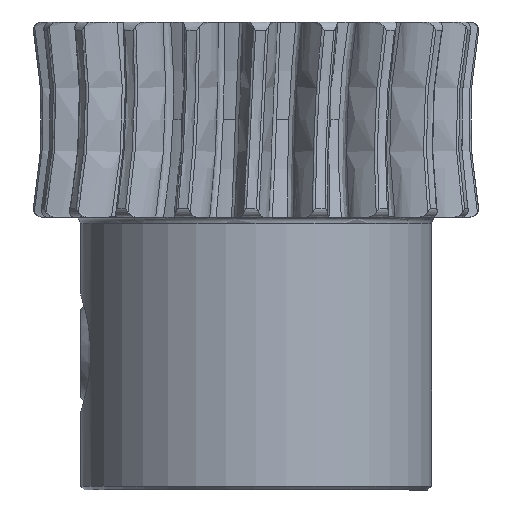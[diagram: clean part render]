
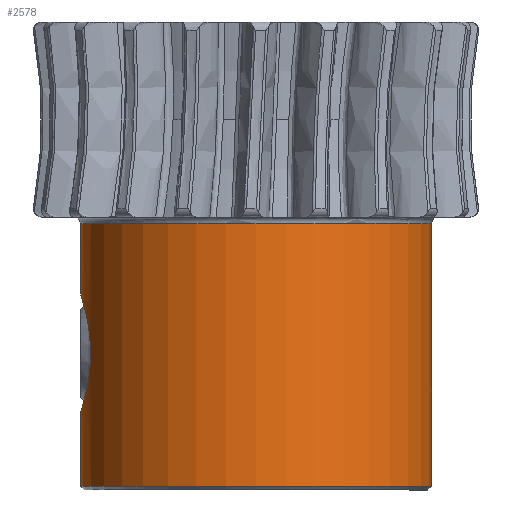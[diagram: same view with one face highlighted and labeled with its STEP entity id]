
A CAD part, front view. The second image highlights one B-rep face of the part: STEP entity #2578.
In plain terms, the highlighted cylindrical face has radius 4.5 mm (diameter 9 mm), a partial arc.
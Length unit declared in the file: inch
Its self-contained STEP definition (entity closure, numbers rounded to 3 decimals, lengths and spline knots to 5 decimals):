
#18 = EDGE_LOOP ( 'NONE', ( #17521, #12751, #1840, #15842, #14398, #238 ) ) ;
#73 = CARTESIAN_POINT ( 'NONE',  ( -0.17617, -0.01914, -0.18022 ) ) ;
#186 = CARTESIAN_POINT ( 'NONE',  ( -0.16953, -0.05156, -0.26605 ) ) ;
#238 = ORIENTED_EDGE ( 'NONE', *, *, #9949, .T. ) ;
#350 = AXIS2_PLACEMENT_3D ( 'NONE', #4462, #8628, #10022 ) ;
#904 = CARTESIAN_POINT ( 'NONE',  ( 0., 0., -0.08465 ) ) ;
#1441 = CARTESIAN_POINT ( 'NONE',  ( -0.17524, -0.02629, -0.28924 ) ) ;
#1550 = CARTESIAN_POINT ( 'NONE',  ( -0.16704, -0.05905, -0.22839 ) ) ;
#1610 = CARTESIAN_POINT ( 'NONE',  ( -0.17717, -0.00393, -0.17717 ) ) ;
#1673 = CARTESIAN_POINT ( 'NONE',  ( -0.17717, -0.00786, -0.29528 ) ) ;
#1795 = EDGE_CURVE ( 'NONE', #15323, #3925, #15915, .T. ) ;
#1840 = ORIENTED_EDGE ( 'NONE', *, *, #11405, .T. ) ;
#2426 = CARTESIAN_POINT ( 'NONE',  ( -0.17717, 0., -0.17717 ) ) ;
#2578 = ADVANCED_FACE ( 'NONE', ( #16977 ), #7955, .T. ) ;
#2709 = CARTESIAN_POINT ( 'NONE',  ( 0.17717, 0., -0.10531 ) ) ;
#3014 = CARTESIAN_POINT ( 'NONE',  ( -0.16953, -0.05155, -0.20641 ) ) ;
#3073 = CARTESIAN_POINT ( 'NONE',  ( -0.17085, -0.04721, -0.27252 ) ) ;
#3641 = VERTEX_POINT ( 'NONE', #5495 ) ;
#3705 = CARTESIAN_POINT ( 'NONE',  ( -0.17717, 0., -0.10531 ) ) ;
#3925 = VERTEX_POINT ( 'NONE', #3705 ) ;
#4227 = CARTESIAN_POINT ( 'NONE',  ( -0.16769, -0.05715, -0.25158 ) ) ;
#4413 = CIRCLE ( 'NONE', #11139, 0.17717 ) ;
#4460 = CARTESIAN_POINT ( 'NONE',  ( -0.17703, -0.00779, -0.17755 ) ) ;
#4462 = CARTESIAN_POINT ( 'NONE',  ( 0., 0., -0.10531 ) ) ;
#4564 = CARTESIAN_POINT ( 'NONE',  ( 0., 0., -0.37008 ) ) ;
#4577 = VERTEX_POINT ( 'NONE', #17284 ) ;
#5079 = EDGE_CURVE ( 'NONE', #4577, #7468, #10722, .T. ) ;
#5438 = EDGE_CURVE ( 'NONE', #7338, #4577, #16625, .T. ) ;
#5495 = CARTESIAN_POINT ( 'NONE',  ( 0.17717, 0., -0.37008 ) ) ;
#5711 = CARTESIAN_POINT ( 'NONE',  ( -0.17717, 0., -0.17717 ) ) ;
#5774 = CARTESIAN_POINT ( 'NONE',  ( -0.16703, -0.05906, -0.24004 ) ) ;
#5997 = DIRECTION ( 'NONE',  ( 0., 0., -1. ) ) ;
#6175 = CARTESIAN_POINT ( 'NONE',  ( -0.17717, 0., -0.08465 ) ) ;
#6926 = AXIS2_PLACEMENT_3D ( 'NONE', #904, #14697, #11824 ) ;
#7113 = CARTESIAN_POINT ( 'NONE',  ( -0.17468, -0.02974, -0.28738 ) ) ;
#7338 = VERTEX_POINT ( 'NONE', #2426 ) ;
#7468 = VERTEX_POINT ( 'NONE', #13659 ) ;
#7955 = CYLINDRICAL_SURFACE ( 'NONE', #6926, 0.17717 ) ;
#8164 = LINE ( 'NONE', #11488, #10333 ) ;
#8447 = CARTESIAN_POINT ( 'NONE',  ( -0.16808, -0.05603, -0.25527 ) ) ;
#8628 = DIRECTION ( 'NONE',  ( 0., 0., -1. ) ) ;
#8672 = DIRECTION ( 'NONE',  ( 0., 0., 1. ) ) ;
#9023 = DIRECTION ( 'NONE',  ( 0., 0., -1. ) ) ;
#9735 = CARTESIAN_POINT ( 'NONE',  ( -0.17348, -0.03636, -0.18906 ) ) ;
#9788 = CARTESIAN_POINT ( 'NONE',  ( -0.17283, -0.03906, -0.28068 ) ) ;
#9949 = EDGE_CURVE ( 'NONE', #7468, #3641, #4413, .T. ) ;
#9963 = CARTESIAN_POINT ( 'NONE',  ( -0.16762, -0.05746, -0.22059 ) ) ;
#10022 = DIRECTION ( 'NONE',  ( -1., 0., 0. ) ) ;
#10247 = VECTOR ( 'NONE', #5997, 39.37008 ) ;
#10333 = VECTOR ( 'NONE', #15580, 39.37008 ) ;
#10357 = CARTESIAN_POINT ( 'NONE',  ( -0.17717, 0., -0.08465 ) ) ;
#10722 = LINE ( 'NONE', #6175, #11568 ) ;
#11139 = AXIS2_PLACEMENT_3D ( 'NONE', #4564, #8672, #11445 ) ;
#11332 = CARTESIAN_POINT ( 'NONE',  ( -0.17717, 0., -0.29528 ) ) ;
#11405 = EDGE_CURVE ( 'NONE', #3925, #7338, #13867, .T. ) ;
#11445 = DIRECTION ( 'NONE',  ( -1., 0., 0. ) ) ;
#11488 = CARTESIAN_POINT ( 'NONE',  ( 0.17717, 0., -0.08465 ) ) ;
#11568 = VECTOR ( 'NONE', #9023, 39.37008 ) ;
#11824 = DIRECTION ( 'NONE',  ( -1., 0., 0. ) ) ;
#12535 = CARTESIAN_POINT ( 'NONE',  ( -0.17654, -0.01538, -0.17907 ) ) ;
#12751 = ORIENTED_EDGE ( 'NONE', *, *, #1795, .T. ) ;
#13659 = CARTESIAN_POINT ( 'NONE',  ( -0.17717, 0., -0.37008 ) ) ;
#13867 = LINE ( 'NONE', #10357, #10247 ) ;
#13895 = CARTESIAN_POINT ( 'NONE',  ( -0.17348, -0.03611, -0.2831 ) ) ;
#14005 = CARTESIAN_POINT ( 'NONE',  ( -0.17478, -0.02985, -0.18468 ) ) ;
#14062 = CARTESIAN_POINT ( 'NONE',  ( -0.17086, -0.04717, -0.19987 ) ) ;
#14398 = ORIENTED_EDGE ( 'NONE', *, *, #5079, .T. ) ;
#14697 = DIRECTION ( 'NONE',  ( 0., 0., -1. ) ) ;
#15323 = VERTEX_POINT ( 'NONE', #2709 ) ;
#15370 = CARTESIAN_POINT ( 'NONE',  ( -0.16717, -0.05867, -0.24398 ) ) ;
#15580 = DIRECTION ( 'NONE',  ( 0., 0., -1. ) ) ;
#15842 = ORIENTED_EDGE ( 'NONE', *, *, #5438, .T. ) ;
#15915 = CIRCLE ( 'NONE', #350, 0.17717 ) ;
#16625 = B_SPLINE_CURVE_WITH_KNOTS ( 'NONE', 3,
 ( #5711, #1610, #4460, #12535, #73, #14005, #9735, #14062, #3014, #9963, #1550, #5774, #15370, #4227, #8447, #186, #3073, #9788, #13895, #7113, #1441, #16818, #1673, #11332 ),
 .UNSPECIFIED., .F., .F.,
 ( 4, 2, 2, 2, 2, 2, 2, 2, 2, 2, 2, 4 ),
 ( 0., 0.0003, 0.00059, 0.00118, 0.00177, 0.00236, 0.00266, 0.00295, 0.00354, 0.00384, 0.00413, 0.00472 ),
 .UNSPECIFIED. ) ;
#16818 = CARTESIAN_POINT ( 'NONE',  ( -0.17662, -0.01563, -0.29369 ) ) ;
#16977 = FACE_OUTER_BOUND ( 'NONE', #18, .T. ) ;
#17161 = EDGE_CURVE ( 'NONE', #15323, #3641, #8164, .T. ) ;
#17284 = CARTESIAN_POINT ( 'NONE',  ( -0.17717, 0., -0.29528 ) ) ;
#17521 = ORIENTED_EDGE ( 'NONE', *, *, #17161, .F. ) ;
